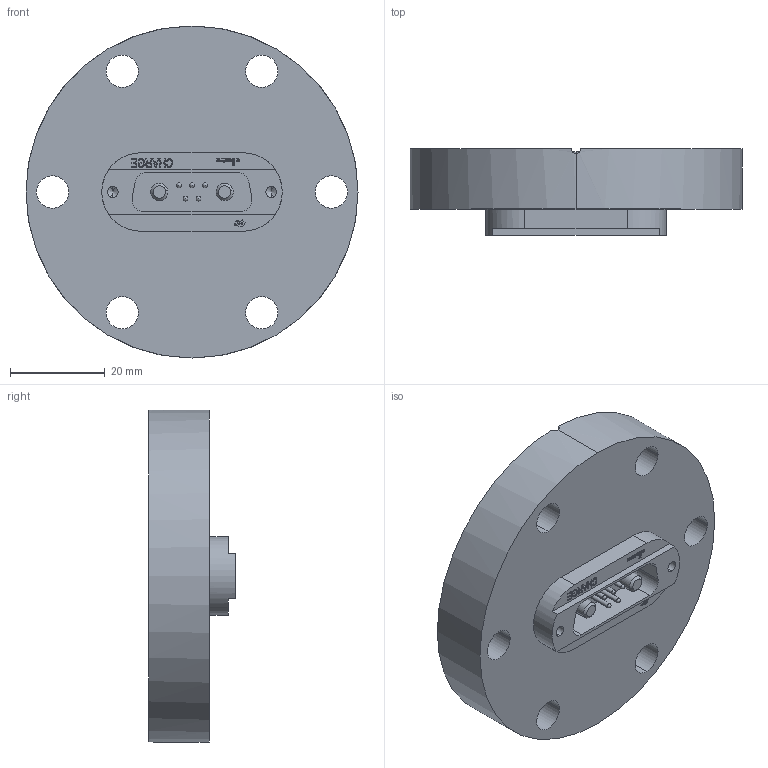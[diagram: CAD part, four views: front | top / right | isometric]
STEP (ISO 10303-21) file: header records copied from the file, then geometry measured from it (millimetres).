
FILE_DESCRIPTION (( 'STEP AP214' ), '1' );
FILE_NAME ('210-X15-2P5-C40.STEP', '2020-11-26T14:17:16', ( '' ), ( '' ), 'SwSTEP 2.0', 'SolidWorks 2017', '' );
FILE_SCHEMA (( 'AUTOMOTIVE_DESIGN' ));
Length unit declared in the file: millimetre
Products named in the file (6): 9210-PIN-FENI_Pin vergoldet; 218-X15-2P5; 9212-POWER-PIN_vergoldet; 921-D15-7W2_f〉 BG; 9210-D15-C40_DN40 CF; 210-X15-2P5-C40
Assembly tree (10 placements, depth 3):
  210-X15-2P5-C40
    9210-D15-C40_DN40 CF
    218-X15-2P5
      921-D15-7W2_f〉 BG
      9212-POWER-PIN_vergoldet  x2
      9210-PIN-FENI_Pin vergoldet  x5
Bounding box: 69.9 x 18.2 x 69.9 mm (x, y, z)
Volume: 43417.9 mm3; surface area: 16509.3 mm2
Topology: 9 solids, 9 shells, 352 faces, 940 edges, 616 vertices
Faces by surface type: plane 175, cylinder 112, bspline 35, cone 20, sphere 10
Entity records: 12176 total; most frequent: CARTESIAN_POINT 3703, ORIENTED_EDGE 1728, DIRECTION 1612, EDGE_CURVE 864, VECTOR 574, LINE 574, VERTEX_POINT 572, AXIS2_PLACEMENT_3D 519
